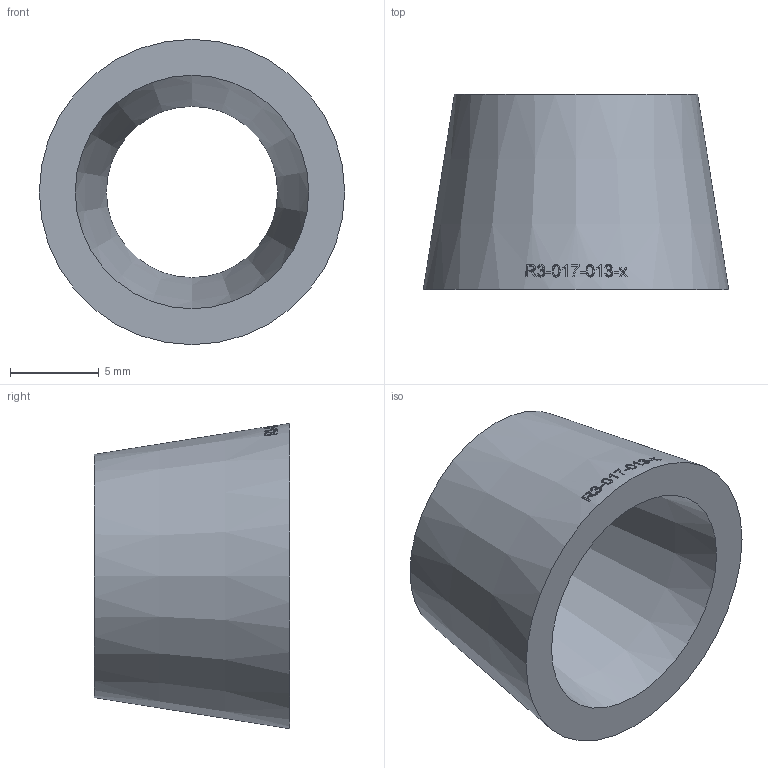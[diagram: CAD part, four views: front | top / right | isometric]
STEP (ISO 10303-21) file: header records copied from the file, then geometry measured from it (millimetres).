
FILE_DESCRIPTION (( 'STEP AP214' ), '1' );
FILE_NAME ('R3-017-013-x Reduzierung L=3(D-d) 2007.STEP', '2020-07-27T10:51:10', ( '' ), ( '' ), 'SwSTEP 2.0', 'SolidWorks 2019', '' );
FILE_SCHEMA (( 'AUTOMOTIVE_DESIGN' ));
Length unit declared in the file: millimetre
Products named in the file (1): R3-017-013-x Reduzierung L=3(D-d) 2007
Bounding box: 17.2 x 11 x 17.2 mm (x, y, z)
Volume: 939.5 mm3; surface area: 1111.4 mm2
Topology: 1 solids, 1 shells, 141 faces, 372 edges, 248 vertices
Faces by surface type: bspline 122, cone 17, plane 2
Entity records: 10626 total; most frequent: CARTESIAN_POINT 6712, ORIENTED_EDGE 740, EDGE_CURVE 370, B_SPLINE_CURVE_WITH_KNOTS 366, VERTEX_POINT 248, EDGE_LOOP 160, FACE_OUTER_BOUND 141, ADVANCED_FACE 141
